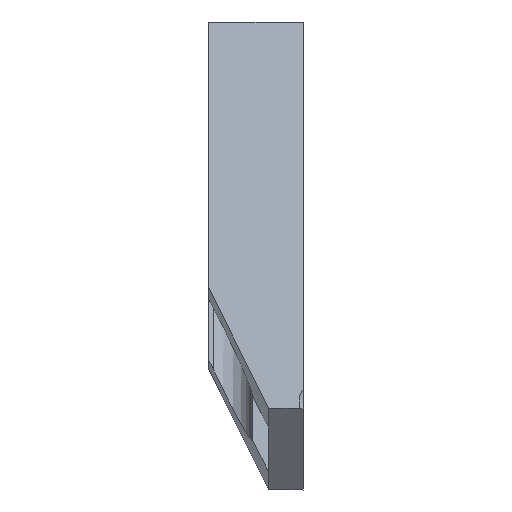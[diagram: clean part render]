
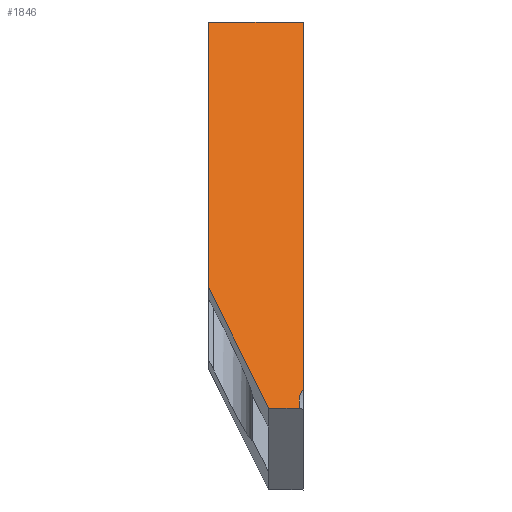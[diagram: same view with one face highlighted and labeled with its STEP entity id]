
A CAD part, left-side view. The second image highlights one B-rep face of the part: STEP entity #1846.
In plain terms, the highlighted planar face has unit normal (-0.94, 0, 0.342).
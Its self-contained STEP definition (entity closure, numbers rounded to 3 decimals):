
#32 = PLANE('',#33);
#33 = AXIS2_PLACEMENT_3D('',#34,#35,#36);
#34 = CARTESIAN_POINT('',(47.838,-11.923,
    51.508));
#35 = DIRECTION('',(0.,-1.,0.));
#36 = DIRECTION('',(1.,0.,0.));
#44 = PLANE('',#45);
#45 = AXIS2_PLACEMENT_3D('',#46,#47,#48);
#46 = CARTESIAN_POINT('',(-11.712,-3.248,
    54.097));
#47 = DIRECTION('',(-0.342,0.,-0.94)
  );
#48 = DIRECTION('',(-0.94,0.,0.342));
#100 = PLANE('',#101);
#101 = AXIS2_PLACEMENT_3D('',#102,#103,#104);
#102 = CARTESIAN_POINT('',(14.188,-4.98,
    125.111));
#103 = DIRECTION('',(0.342,0.,0.94));
#104 = DIRECTION('',(0.94,0.,-0.342)
  );
#229 = VERTEX_POINT('',#230);
#230 = CARTESIAN_POINT('',(-6.485,-11.923,
    132.636));
#251 = EDGE_CURVE('',#229,#252,#254,.T.);
#252 = VERTEX_POINT('',#253);
#253 = CARTESIAN_POINT('',(-31.039,-11.923,
    65.173));
#254 = SURFACE_CURVE('',#255,(#259,#266),.PCURVE_S1.);
#255 = LINE('',#256,#257);
#256 = CARTESIAN_POINT('',(-16.345,-11.923,
    105.546));
#257 = VECTOR('',#258,1.);
#258 = DIRECTION('',(-0.342,0.,-0.94
    ));
#259 = PCURVE('',#32,#260);
#260 = DEFINITIONAL_REPRESENTATION('',(#261),#265);
#261 = LINE('',#262,#263);
#262 = CARTESIAN_POINT('',(-64.182,54.038));
#263 = VECTOR('',#264,1.);
#264 = DIRECTION('',(-0.342,-0.94));
#265 = ( GEOMETRIC_REPRESENTATION_CONTEXT(2) 
PARAMETRIC_REPRESENTATION_CONTEXT() REPRESENTATION_CONTEXT('2D SPACE',''
  ) );
#266 = PCURVE('',#267,#272);
#267 = PLANE('',#268);
#268 = AXIS2_PLACEMENT_3D('',#269,#270,#271);
#269 = CARTESIAN_POINT('',(-18.702,-4.105,
    99.07));
#270 = DIRECTION('',(-0.94,0.,0.342)
  );
#271 = DIRECTION('',(-0.342,0.,-0.94
    ));
#272 = DEFINITIONAL_REPRESENTATION('',(#273),#277);
#273 = LINE('',#274,#275);
#274 = CARTESIAN_POINT('',(-6.892,7.818));
#275 = VECTOR('',#276,1.);
#276 = DIRECTION('',(1.,0.));
#277 = ( GEOMETRIC_REPRESENTATION_CONTEXT(2) 
PARAMETRIC_REPRESENTATION_CONTEXT() REPRESENTATION_CONTEXT('2D SPACE',''
  ) );
#298 = CONICAL_SURFACE('',#299,3.62,0.785);
#299 = AXIS2_PLACEMENT_3D('',#300,#301,#302);
#300 = CARTESIAN_POINT('',(-35.352,-11.097,
    64.097));
#301 = DIRECTION('',(0.,-1.,0.));
#302 = DIRECTION('',(0.,0.,-1.));
#366 = VERTEX_POINT('',#367);
#367 = CARTESIAN_POINT('',(-32.338,-11.389,
    61.605));
#393 = EDGE_CURVE('',#394,#366,#396,.T.);
#394 = VERTEX_POINT('',#395);
#395 = CARTESIAN_POINT('',(-32.338,-5.573,
    61.605));
#396 = SURFACE_CURVE('',#397,(#401,#408),.PCURVE_S1.);
#397 = LINE('',#398,#399);
#398 = CARTESIAN_POINT('',(-32.338,-5.573,
    61.605));
#399 = VECTOR('',#400,1.);
#400 = DIRECTION('',(0.,-1.,0.));
#401 = PCURVE('',#44,#402);
#402 = DEFINITIONAL_REPRESENTATION('',(#403),#407);
#403 = LINE('',#404,#405);
#404 = CARTESIAN_POINT('',(21.95,-2.325));
#405 = VECTOR('',#406,1.);
#406 = DIRECTION('',(0.,-1.));
#407 = ( GEOMETRIC_REPRESENTATION_CONTEXT(2) 
PARAMETRIC_REPRESENTATION_CONTEXT() REPRESENTATION_CONTEXT('2D SPACE',''
  ) );
#408 = PCURVE('',#267,#409);
#409 = DEFINITIONAL_REPRESENTATION('',(#410),#414);
#410 = LINE('',#411,#412);
#411 = CARTESIAN_POINT('',(39.869,1.468));
#412 = VECTOR('',#413,1.);
#413 = DIRECTION('',(0.,1.));
#414 = ( GEOMETRIC_REPRESENTATION_CONTEXT(2) 
PARAMETRIC_REPRESENTATION_CONTEXT() REPRESENTATION_CONTEXT('2D SPACE',''
  ) );
#432 = PLANE('',#433);
#433 = AXIS2_PLACEMENT_3D('',#434,#435,#436);
#434 = CARTESIAN_POINT('',(-7.678,-0.073,
    65.181));
#435 = DIRECTION('',(-0.145,0.906,-0.397));
#436 = DIRECTION('',(0.,0.401,0.916));
#471 = EDGE_CURVE('',#366,#252,#472,.T.);
#472 = SURFACE_CURVE('',#473,(#478,#494),.PCURVE_S1.);
#473 = HYPERBOLA('',#474,3.685,3.685);
#474 = AXIS2_PLACEMENT_3D('',#475,#476,#477);
#475 = CARTESIAN_POINT('',(-31.89,-7.478,
    62.837));
#476 = DIRECTION('',(-0.94,0.,0.342));
#477 = DIRECTION('',(0.,-1.,0.));
#478 = PCURVE('',#298,#479);
#479 = DEFINITIONAL_REPRESENTATION('',(#480),#493);
#480 = B_SPLINE_CURVE_WITH_KNOTS('',6,(#481,#482,#483,#484,#485,#486,
    #487,#488,#489,#490,#491,#492),.UNSPECIFIED.,.F.,.F.,(7,5,7),(
    -0.632,0.,0.632),.UNSPECIFIED.);
#481 = CARTESIAN_POINT('',(6.911,0.826));
#482 = CARTESIAN_POINT('',(6.999,0.564));
#483 = CARTESIAN_POINT('',(7.092,0.361));
#484 = CARTESIAN_POINT('',(7.191,0.213));
#485 = CARTESIAN_POINT('',(7.294,0.115));
#486 = CARTESIAN_POINT('',(7.4,0.066));
#487 = CARTESIAN_POINT('',(7.61,0.066));
#488 = CARTESIAN_POINT('',(7.715,0.115));
#489 = CARTESIAN_POINT('',(7.819,0.213));
#490 = CARTESIAN_POINT('',(7.918,0.361));
#491 = CARTESIAN_POINT('',(8.011,0.564));
#492 = CARTESIAN_POINT('',(8.098,0.826));
#493 = ( GEOMETRIC_REPRESENTATION_CONTEXT(2) 
PARAMETRIC_REPRESENTATION_CONTEXT() REPRESENTATION_CONTEXT('2D SPACE',''
  ) );
#494 = PCURVE('',#267,#495);
#495 = DEFINITIONAL_REPRESENTATION('',(#496),#500);
#496 = HYPERBOLA('',#497,3.685,3.685);
#497 = AXIS2_PLACEMENT_2D('',#498,#499);
#498 = CARTESIAN_POINT('',(38.558,3.373));
#499 = DIRECTION('',(0.,1.));
#500 = ( GEOMETRIC_REPRESENTATION_CONTEXT(2) 
PARAMETRIC_REPRESENTATION_CONTEXT() REPRESENTATION_CONTEXT('2D SPACE',''
  ) );
#1132 = VERTEX_POINT('',#1133);
#1133 = CARTESIAN_POINT('',(-24.27,5.427,
    83.772));
#1147 = PLANE('',#1148);
#1148 = AXIS2_PLACEMENT_3D('',#1149,#1150,#1151);
#1149 = CARTESIAN_POINT('',(5.249,5.427,
    100.696));
#1150 = DIRECTION('',(0.,1.,0.));
#1151 = DIRECTION('',(1.,0.,0.));
#1249 = EDGE_CURVE('',#394,#1132,#1250,.T.);
#1250 = SURFACE_CURVE('',#1251,(#1255,#1262),.PCURVE_S1.);
#1251 = LINE('',#1252,#1253);
#1252 = CARTESIAN_POINT('',(-32.338,-5.573,
    61.605));
#1253 = VECTOR('',#1254,1.);
#1254 = DIRECTION('',(0.31,0.423,0.852));
#1255 = PCURVE('',#432,#1256);
#1256 = DEFINITIONAL_REPRESENTATION('',(#1257),#1261);
#1257 = LINE('',#1258,#1259);
#1258 = CARTESIAN_POINT('',(-5.483,-24.922));
#1259 = VECTOR('',#1260,1.);
#1260 = DIRECTION('',(0.95,0.313));
#1261 = ( GEOMETRIC_REPRESENTATION_CONTEXT(2) 
PARAMETRIC_REPRESENTATION_CONTEXT() REPRESENTATION_CONTEXT('2D SPACE',''
  ) );
#1262 = PCURVE('',#267,#1263);
#1263 = DEFINITIONAL_REPRESENTATION('',(#1264),#1268);
#1264 = LINE('',#1265,#1266);
#1265 = CARTESIAN_POINT('',(39.869,1.468));
#1266 = VECTOR('',#1267,1.);
#1267 = DIRECTION('',(-0.906,-0.423));
#1268 = ( GEOMETRIC_REPRESENTATION_CONTEXT(2) 
PARAMETRIC_REPRESENTATION_CONTEXT() REPRESENTATION_CONTEXT('2D SPACE',''
  ) );
#1698 = EDGE_CURVE('',#1699,#1132,#1701,.T.);
#1699 = VERTEX_POINT('',#1700);
#1700 = CARTESIAN_POINT('',(-6.485,5.427,
    132.636));
#1701 = SURFACE_CURVE('',#1702,(#1706,#1713),.PCURVE_S1.);
#1702 = LINE('',#1703,#1704);
#1703 = CARTESIAN_POINT('',(-10.931,5.427,
    120.42));
#1704 = VECTOR('',#1705,1.);
#1705 = DIRECTION('',(-0.342,0.,-0.94
    ));
#1706 = PCURVE('',#1147,#1707);
#1707 = DEFINITIONAL_REPRESENTATION('',(#1708),#1712);
#1708 = LINE('',#1709,#1710);
#1709 = CARTESIAN_POINT('',(-16.18,-19.723));
#1710 = VECTOR('',#1711,1.);
#1711 = DIRECTION('',(-0.342,0.94));
#1712 = ( GEOMETRIC_REPRESENTATION_CONTEXT(2) 
PARAMETRIC_REPRESENTATION_CONTEXT() REPRESENTATION_CONTEXT('2D SPACE',''
  ) );
#1713 = PCURVE('',#267,#1714);
#1714 = DEFINITIONAL_REPRESENTATION('',(#1715),#1719);
#1715 = LINE('',#1716,#1717);
#1716 = CARTESIAN_POINT('',(-22.72,-9.532));
#1717 = VECTOR('',#1718,1.);
#1718 = DIRECTION('',(1.,0.));
#1719 = ( GEOMETRIC_REPRESENTATION_CONTEXT(2) 
PARAMETRIC_REPRESENTATION_CONTEXT() REPRESENTATION_CONTEXT('2D SPACE',''
  ) );
#1846 = ADVANCED_FACE('',(#1847),#267,.T.);
#1847 = FACE_BOUND('',#1848,.T.);
#1848 = EDGE_LOOP('',(#1849,#1870,#1871,#1872,#1873,#1874));
#1849 = ORIENTED_EDGE('',*,*,#1850,.T.);
#1850 = EDGE_CURVE('',#229,#1699,#1851,.T.);
#1851 = SURFACE_CURVE('',#1852,(#1856,#1863),.PCURVE_S1.);
#1852 = LINE('',#1853,#1854);
#1853 = CARTESIAN_POINT('',(-6.485,-5.573,
    132.636));
#1854 = VECTOR('',#1855,1.);
#1855 = DIRECTION('',(0.,1.,0.));
#1856 = PCURVE('',#267,#1857);
#1857 = DEFINITIONAL_REPRESENTATION('',(#1858),#1862);
#1858 = LINE('',#1859,#1860);
#1859 = CARTESIAN_POINT('',(-35.72,1.468));
#1860 = VECTOR('',#1861,1.);
#1861 = DIRECTION('',(0.,-1.));
#1862 = ( GEOMETRIC_REPRESENTATION_CONTEXT(2) 
PARAMETRIC_REPRESENTATION_CONTEXT() REPRESENTATION_CONTEXT('2D SPACE',''
  ) );
#1863 = PCURVE('',#100,#1864);
#1864 = DEFINITIONAL_REPRESENTATION('',(#1865),#1869);
#1865 = LINE('',#1866,#1867);
#1866 = CARTESIAN_POINT('',(-22.,-0.593));
#1867 = VECTOR('',#1868,1.);
#1868 = DIRECTION('',(0.,1.));
#1869 = ( GEOMETRIC_REPRESENTATION_CONTEXT(2) 
PARAMETRIC_REPRESENTATION_CONTEXT() REPRESENTATION_CONTEXT('2D SPACE',''
  ) );
#1870 = ORIENTED_EDGE('',*,*,#1698,.T.);
#1871 = ORIENTED_EDGE('',*,*,#1249,.F.);
#1872 = ORIENTED_EDGE('',*,*,#393,.T.);
#1873 = ORIENTED_EDGE('',*,*,#471,.T.);
#1874 = ORIENTED_EDGE('',*,*,#251,.F.);
